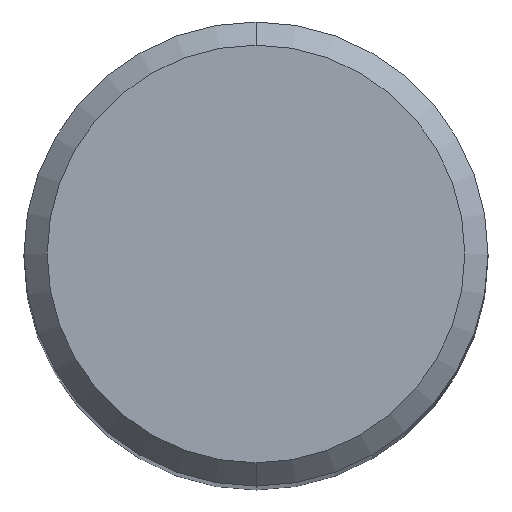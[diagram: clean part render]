
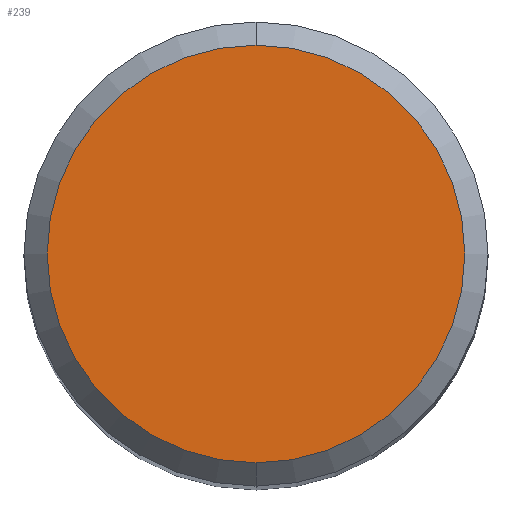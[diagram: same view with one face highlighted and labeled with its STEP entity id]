
A CAD part, top view. The second image highlights one B-rep face of the part: STEP entity #239.
In plain terms, the highlighted planar face has unit normal (0, 0, 1).
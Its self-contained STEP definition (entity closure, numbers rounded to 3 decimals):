
#193=EDGE_CURVE('',#385,#237,#495,.T.);
#227=EDGE_CURVE('',#237,#385,#532,.T.);
#237=VERTEX_POINT('',#544);
#239=ADVANCED_FACE('',(#546),#547,.T.);
#385=VERTEX_POINT('',#706);
#495=CIRCLE('',#836,3.6);
#532=CIRCLE('',#942,3.6);
#544=CARTESIAN_POINT('',(0.0,3.6,0.0));
#546=FACE_OUTER_BOUND('',#959,.T.);
#547=PLANE('',#960);
#706=CARTESIAN_POINT('',(0.,-3.6,0.0));
#836=AXIS2_PLACEMENT_3D('',#1454,#1455,#1456);
#942=AXIS2_PLACEMENT_3D('',#1486,#1487,#1488);
#959=EDGE_LOOP('',(#1508,#1509));
#960=AXIS2_PLACEMENT_3D('',#1510,#1511,#1512);
#1454=CARTESIAN_POINT('',(0.0,0.0,0.0));
#1455=DIRECTION('',(0.0,0.0,-1.0));
#1456=DIRECTION('',(0.0,1.0,0.0));
#1486=CARTESIAN_POINT('',(0.0,0.0,0.0));
#1487=DIRECTION('',(0.0,0.0,-1.0));
#1488=DIRECTION('',(0.0,1.0,0.0));
#1508=ORIENTED_EDGE('',*,*,#227,.F.);
#1509=ORIENTED_EDGE('',*,*,#193,.F.);
#1510=CARTESIAN_POINT('',(0.0,1.8,0.0));
#1511=DIRECTION('',(-0.0,0.0,1.0));
#1512=DIRECTION('',(0.0,-1.0,0.0));
